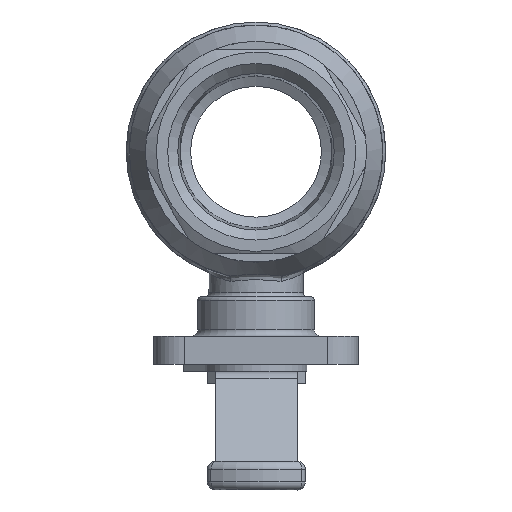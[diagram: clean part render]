
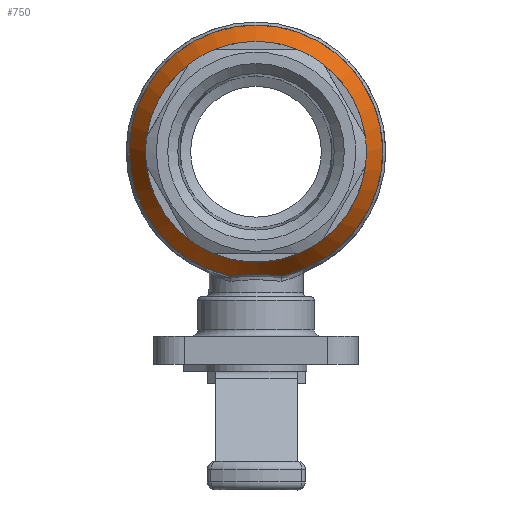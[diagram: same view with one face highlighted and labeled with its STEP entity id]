
A CAD part, left-side view. The second image highlights one B-rep face of the part: STEP entity #750.
In plain terms, the highlighted conical face has half-angle 30 degrees and reference radius 27 mm.
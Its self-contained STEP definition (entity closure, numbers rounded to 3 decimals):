
#750=ADVANCED_FACE('',(#1559,#1560),#1561,.T.);
#1559=FACE_OUTER_BOUND('',#3556,.T.);
#1560=FACE_BOUND('',#3557,.T.);
#1561=CONICAL_SURFACE('',#3558,27.0,0.524);
#3556=EDGE_LOOP('',(#4813,#4814,#4815,#4816));
#3557=EDGE_LOOP('',(#4817));
#3558=AXIS2_PLACEMENT_3D('',#4818,#4819,#4820);
#4813=ORIENTED_EDGE('',*,*,#7423,.T.);
#4814=ORIENTED_EDGE('',*,*,#7436,.T.);
#4815=ORIENTED_EDGE('',*,*,#7429,.T.);
#4816=ORIENTED_EDGE('',*,*,#7438,.F.);
#4817=ORIENTED_EDGE('',*,*,#7439,.T.);
#4818=CARTESIAN_POINT('',(-17.528,0.0,0.));
#4819=DIRECTION('',(1.0,0.,0.));
#4820=DIRECTION('',(0.,0.0,-1.0));
#7423=EDGE_CURVE('',#8508,#8506,#8509,.T.);
#7429=EDGE_CURVE('',#8520,#8518,#8521,.F.);
#7436=EDGE_CURVE('',#8506,#8520,#8530,.T.);
#7438=EDGE_CURVE('',#8508,#8518,#8532,.T.);
#7439=EDGE_CURVE('',#8533,#8533,#8534,.T.);
#8506=VERTEX_POINT('',#10308);
#8508=VERTEX_POINT('',#10317);
#8509=B_SPLINE_CURVE_WITH_KNOTS('',3,(#10318,#10319,#10320,#10321,#10322,#10323,#10324,#10325),.UNSPECIFIED.,.F.,.F.,(4,2,2,4),(0.0,0.,0.001,0.001),.UNSPECIFIED.);
#8518=VERTEX_POINT('',#10404);
#8520=VERTEX_POINT('',#10432);
#8521=B_SPLINE_CURVE_WITH_KNOTS('',3,(#10433,#10434,#10435,#10436,#10437,#10438,#10439,#10440),.UNSPECIFIED.,.F.,.F.,(4,2,2,4),(0.0,0.,0.001,0.001),.UNSPECIFIED.);
#8530=B_SPLINE_CURVE_WITH_KNOTS('',3,(#10471,#10472,#10473,#10474,#10475,#10476,#10477,#10478,#10479,#10480,#10481,#10482,#10483,#10484,#10485,#10486,#10487,#10488),.UNSPECIFIED.,.F.,.F.,(4,2,2,2,2,2,2,2,4),(0.,0.002,0.003,0.005,0.007,0.009,0.01,0.01,0.014),.UNSPECIFIED.);
#8532=CIRCLE('',#10490,31.0);
#8533=VERTEX_POINT('',#10491);
#8534=CIRCLE('',#10492,27.0);
#10308=CARTESIAN_POINT('',(-10.361,-6.478,30.457));
#10317=CARTESIAN_POINT('',(-10.6,-7.179,30.157));
#10318=CARTESIAN_POINT('',(-10.6,-7.179,30.157));
#10319=CARTESIAN_POINT('',(-10.6,-7.044,30.189));
#10320=CARTESIAN_POINT('',(-10.589,-6.909,30.227));
#10321=CARTESIAN_POINT('',(-10.54,-6.722,30.298));
#10322=CARTESIAN_POINT('',(-10.517,-6.662,30.325));
#10323=CARTESIAN_POINT('',(-10.453,-6.555,30.386));
#10324=CARTESIAN_POINT('',(-10.411,-6.508,30.42));
#10325=CARTESIAN_POINT('',(-10.361,-6.478,30.457));
#10404=CARTESIAN_POINT('',(-10.6,7.179,30.157));
#10432=CARTESIAN_POINT('',(-10.361,6.478,30.457));
#10433=CARTESIAN_POINT('',(-10.6,7.179,30.157));
#10434=CARTESIAN_POINT('',(-10.6,7.044,30.189));
#10435=CARTESIAN_POINT('',(-10.589,6.909,30.227));
#10436=CARTESIAN_POINT('',(-10.54,6.722,30.298));
#10437=CARTESIAN_POINT('',(-10.517,6.662,30.325));
#10438=CARTESIAN_POINT('',(-10.453,6.555,30.386));
#10439=CARTESIAN_POINT('',(-10.411,6.508,30.42));
#10440=CARTESIAN_POINT('',(-10.361,6.478,30.457));
#10471=CARTESIAN_POINT('',(-10.361,-6.478,30.457));
#10472=CARTESIAN_POINT('',(-10.666,-5.995,30.379));
#10473=CARTESIAN_POINT('',(-10.936,-5.493,30.316));
#10474=CARTESIAN_POINT('',(-11.403,-4.462,30.213));
#10475=CARTESIAN_POINT('',(-11.601,-3.931,30.172));
#10476=CARTESIAN_POINT('',(-11.922,-2.838,30.108));
#10477=CARTESIAN_POINT('',(-12.046,-2.274,30.085));
#10478=CARTESIAN_POINT('',(-12.21,-1.136,30.055));
#10479=CARTESIAN_POINT('',(-12.25,-0.56,30.047));
#10480=CARTESIAN_POINT('',(-12.25,0.579,30.047));
#10481=CARTESIAN_POINT('',(-12.209,1.145,30.055));
#10482=CARTESIAN_POINT('',(-12.087,1.988,30.077));
#10483=CARTESIAN_POINT('',(-12.036,2.269,30.087));
#10484=CARTESIAN_POINT('',(-11.915,2.828,30.11));
#10485=CARTESIAN_POINT('',(-11.843,3.107,30.124));
#10486=CARTESIAN_POINT('',(-11.44,4.481,30.204));
#10487=CARTESIAN_POINT('',(-10.97,5.512,30.302));
#10488=CARTESIAN_POINT('',(-10.361,6.478,30.457));
#10490=AXIS2_PLACEMENT_3D('',#12963,#12964,#12965);
#10491=CARTESIAN_POINT('',(-17.528,0.0,-27.0));
#10492=AXIS2_PLACEMENT_3D('',#12966,#12967,#12968);
#12963=CARTESIAN_POINT('',(-10.6,0.0,0.));
#12964=DIRECTION('',(1.0,0.,0.));
#12965=DIRECTION('',(0.,0.0,-1.0));
#12966=CARTESIAN_POINT('',(-17.528,0.0,0.));
#12967=DIRECTION('',(1.0,0.,0.));
#12968=DIRECTION('',(0.,0.0,-1.0));
